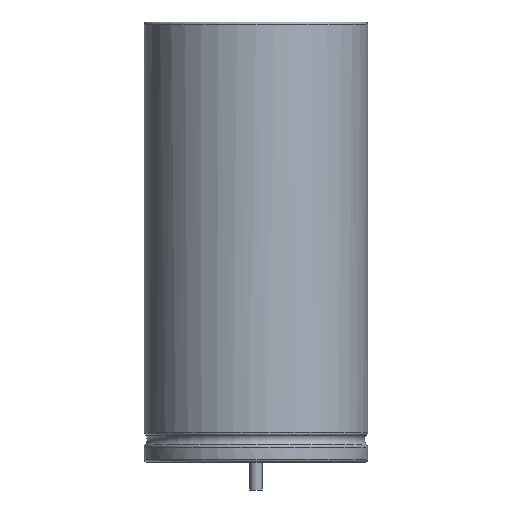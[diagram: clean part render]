
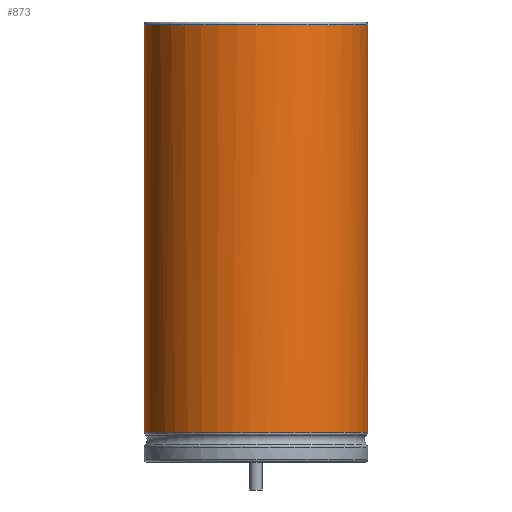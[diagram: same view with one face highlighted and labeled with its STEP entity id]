
A CAD part, left-side view. The second image highlights one B-rep face of the part: STEP entity #873.
In plain terms, the highlighted cylindrical face has radius 8 mm (diameter 16 mm), a partial arc.
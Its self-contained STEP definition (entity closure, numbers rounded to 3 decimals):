
#199 = VERTEX_POINT('',#200);
#200 = CARTESIAN_POINT('',(10.566,-3.061,2.135
));
#211 = EDGE_CURVE('',#199,#212,#214,.T.);
#212 = VERTEX_POINT('',#213);
#213 = CARTESIAN_POINT('',(10.566,-3.061,31.3));
#214 = LINE('',#215,#216);
#215 = CARTESIAN_POINT('',(10.566,-3.061,2.));
#216 = VECTOR('',#217,1.);
#217 = DIRECTION('',(0.,0.,1.));
#340 = VERTEX_POINT('',#341);
#341 = CARTESIAN_POINT('',(10.566,3.061,2.135)
);
#352 = EDGE_CURVE('',#340,#353,#355,.T.);
#353 = VERTEX_POINT('',#354);
#354 = CARTESIAN_POINT('',(10.566,3.061,31.3));
#355 = LINE('',#356,#357);
#356 = CARTESIAN_POINT('',(10.566,3.061,2.));
#357 = VECTOR('',#358,1.);
#358 = DIRECTION('',(0.,0.,1.));
#716 = EDGE_CURVE('',#340,#199,#717,.T.);
#717 = B_SPLINE_CURVE_WITH_KNOTS('',12,(#718,#719,#720,#721,#722,#723,
#724,#725,#726,#727,#728,#729,#730,#731,#732,#733,#734,#735,#736,
#737,#738,#739,#740,#741,#742,#743,#744,#745,#746,#747,#748,#749,
#750,#751,#752),.UNSPECIFIED.,.F.,.F.,(13,11,11,13),(-1.874
,0.,43.982,45.856),
.UNSPECIFIED.);
#718 = CARTESIAN_POINT('',(11.283,1.33,2.135
));
#719 = CARTESIAN_POINT('',(11.223,1.475,2.135
));
#720 = CARTESIAN_POINT('',(11.163,1.621,2.135)
);
#721 = CARTESIAN_POINT('',(11.103,1.765,2.135
));
#722 = CARTESIAN_POINT('',(11.043,1.91,2.135
));
#723 = CARTESIAN_POINT('',(10.983,2.055,2.135
));
#724 = CARTESIAN_POINT('',(10.923,2.199,2.135
));
#725 = CARTESIAN_POINT('',(10.864,2.343,2.135
));
#726 = CARTESIAN_POINT('',(10.804,2.487,2.135
));
#727 = CARTESIAN_POINT('',(10.744,2.631,2.135
));
#728 = CARTESIAN_POINT('',(10.685,2.775,2.135
));
#729 = CARTESIAN_POINT('',(10.625,2.918,2.135
));
#730 = CARTESIAN_POINT('',(9.173,6.424,2.135)
);
#731 = CARTESIAN_POINT('',(6.089,9.147,2.135));
#732 = CARTESIAN_POINT('',(1.638,10.225,2.135
));
#733 = CARTESIAN_POINT('',(-3.136,8.822,2.135)
);
#734 = CARTESIAN_POINT('',(-6.69,5.321,2.135
));
#735 = CARTESIAN_POINT('',(-8.471,0.,
2.135));
#736 = CARTESIAN_POINT('',(-6.69,-5.321,
2.135));
#737 = CARTESIAN_POINT('',(-3.136,-8.822,2.135)
);
#738 = CARTESIAN_POINT('',(1.638,-10.225,2.135
));
#739 = CARTESIAN_POINT('',(6.089,-9.147,2.135
));
#740 = CARTESIAN_POINT('',(9.173,-6.424,2.135
));
#741 = CARTESIAN_POINT('',(10.625,-2.918,
2.135));
#742 = CARTESIAN_POINT('',(10.685,-2.775,
2.135));
#743 = CARTESIAN_POINT('',(10.744,-2.631,
2.135));
#744 = CARTESIAN_POINT('',(10.804,-2.487,
2.135));
#745 = CARTESIAN_POINT('',(10.864,-2.343,
2.135));
#746 = CARTESIAN_POINT('',(10.923,-2.199,
2.135));
#747 = CARTESIAN_POINT('',(10.983,-2.055,
2.135));
#748 = CARTESIAN_POINT('',(11.043,-1.91,
2.135));
#749 = CARTESIAN_POINT('',(11.103,-1.765,
2.135));
#750 = CARTESIAN_POINT('',(11.163,-1.621,2.135
));
#751 = CARTESIAN_POINT('',(11.223,-1.475,
2.135));
#752 = CARTESIAN_POINT('',(11.283,-1.33,
2.135));
#873 = ADVANCED_FACE('',(#874),#886,.T.);
#874 = FACE_BOUND('',#875,.T.);
#875 = EDGE_LOOP('',(#876,#877,#878,#879));
#876 = ORIENTED_EDGE('',*,*,#352,.F.);
#877 = ORIENTED_EDGE('',*,*,#716,.T.);
#878 = ORIENTED_EDGE('',*,*,#211,.T.);
#879 = ORIENTED_EDGE('',*,*,#880,.F.);
#880 = EDGE_CURVE('',#353,#212,#881,.T.);
#881 = CIRCLE('',#882,8.);
#882 = AXIS2_PLACEMENT_3D('',#883,#884,#885);
#883 = CARTESIAN_POINT('',(3.175,0.,31.3));
#884 = DIRECTION('',(0.,-0.,1.));
#885 = DIRECTION('',(0.924,0.383,0.));
#886 = CYLINDRICAL_SURFACE('',#887,8.);
#887 = AXIS2_PLACEMENT_3D('',#888,#889,#890);
#888 = CARTESIAN_POINT('',(3.175,0.,2.));
#889 = DIRECTION('',(0.,0.,1.));
#890 = DIRECTION('',(0.924,0.383,0.));
